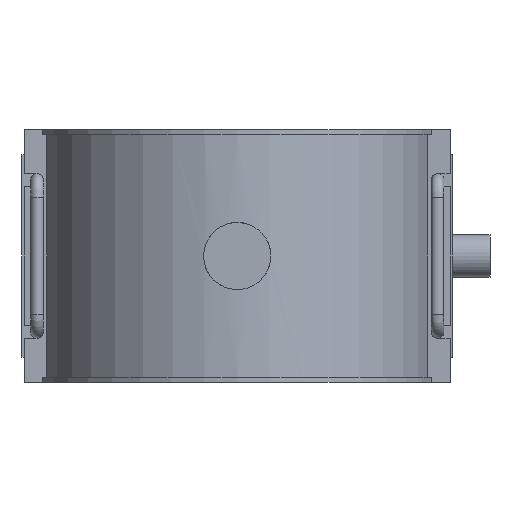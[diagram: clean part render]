
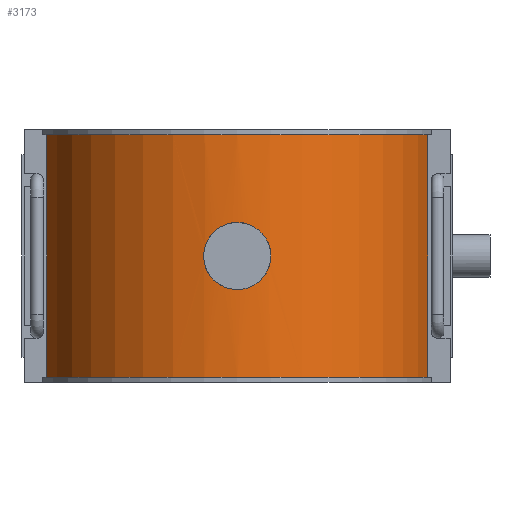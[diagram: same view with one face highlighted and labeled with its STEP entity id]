
A CAD part, front view. The second image highlights one B-rep face of the part: STEP entity #3173.
In plain terms, the highlighted cylindrical face has radius 91.2 mm (diameter 182.4 mm), a partial arc.
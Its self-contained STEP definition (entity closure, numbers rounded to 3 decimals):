
#249=LINE('',#5832,#532);
#250=LINE('',#5835,#533);
#532=VECTOR('',#4107,113.28);
#533=VECTOR('',#4110,113.28);
#759=FACE_BOUND('',#1230,.T.);
#840=CIRCLE('',#3423,91.2);
#841=CIRCLE('',#3424,91.2);
#1005=FACE_OUTER_BOUND('',#1229,.T.);
#1229=EDGE_LOOP('',(#2690,#2691,#2692,#2693));
#1230=EDGE_LOOP('',(#2694));
#1348=B_SPLINE_CURVE_WITH_KNOTS('',3,(#5837,#5838,#5839,#5840,#5841,#5842,
#5843,#5844,#5845,#5846,#5847,#5848,#5849,#5850,#5851,#5852,#5853,#5854,
#5855,#5856,#5857,#5858,#5859,#5860,#5861,#5862,#5863,#5864,#5865,#5866,
#5867,#5868,#5869,#5870,#5871,#5872,#5873,#5874,#5875,#5876,#5877,#5878,
#5879,#5880,#5881,#5882,#5883,#5884,#5885,#5886,#5887,#5888,#5889,#5890,
#5891,#5892,#5893,#5894,#5895,#5896,#5897,#5898,#5899,#5900,#5901,#5902),
 .UNSPECIFIED.,.T.,.F.,(4,2,2,2,2,2,2,2,2,2,2,2,2,2,2,2,2,2,2,2,2,2,2,2,
2,2,2,2,2,2,2,2,4),(0.,0.296,0.592,0.888,
1.184,1.48,1.776,2.072,2.368,
2.664,2.96,3.255,3.551,3.847,
4.143,4.439,4.735,5.031,5.327,
5.623,5.919,6.215,6.511,6.807,
7.103,7.399,7.695,7.991,8.287,
8.583,8.879,9.175,9.471),
 .UNSPECIFIED.);
#1576=VERTEX_POINT('',#5828);
#1577=VERTEX_POINT('',#5829);
#1578=VERTEX_POINT('',#5831);
#1579=VERTEX_POINT('',#5833);
#1580=VERTEX_POINT('',#5836);
#1969=EDGE_CURVE('',#1576,#1577,#840,.T.);
#1970=EDGE_CURVE('',#1577,#1578,#249,.T.);
#1971=EDGE_CURVE('',#1578,#1579,#841,.T.);
#1972=EDGE_CURVE('',#1576,#1579,#250,.T.);
#1973=EDGE_CURVE('',#1580,#1580,#1348,.T.);
#2690=ORIENTED_EDGE('',*,*,#1969,.T.);
#2691=ORIENTED_EDGE('',*,*,#1970,.T.);
#2692=ORIENTED_EDGE('',*,*,#1971,.T.);
#2693=ORIENTED_EDGE('',*,*,#1972,.F.);
#2694=ORIENTED_EDGE('',*,*,#1973,.T.);
#3031=CYLINDRICAL_SURFACE('',#3422,91.2);
#3173=ADVANCED_FACE('',(#1005,#759),#3031,.T.);
#3422=AXIS2_PLACEMENT_3D('',#5827,#4103,#4104);
#3423=AXIS2_PLACEMENT_3D('',#5830,#4105,#4106);
#3424=AXIS2_PLACEMENT_3D('',#5834,#4108,#4109);
#4103=DIRECTION('center_axis',(0.,0.,1.));
#4104=DIRECTION('ref_axis',(1.,0.,0.));
#4105=DIRECTION('center_axis',(0.,0.,1.));
#4106=DIRECTION('ref_axis',(1.,0.,0.));
#4107=DIRECTION('',(0.,0.,1.));
#4108=DIRECTION('center_axis',(0.,0.,-1.));
#4109=DIRECTION('ref_axis',(1.,0.,0.));
#4110=DIRECTION('',(0.,0.,1.));
#5827=CARTESIAN_POINT('Origin',(0.,0.,0.));
#5828=CARTESIAN_POINT('',(-88.98,-20.,-56.64));
#5829=CARTESIAN_POINT('',(88.98,-20.,-56.64));
#5830=CARTESIAN_POINT('Origin',(0.,0.,-56.64));
#5831=CARTESIAN_POINT('',(88.98,-20.,56.64));
#5832=CARTESIAN_POINT('',(88.98,-20.,0.));
#5833=CARTESIAN_POINT('',(-88.98,-20.,56.64));
#5834=CARTESIAN_POINT('Origin',(0.,0.,56.64));
#5835=CARTESIAN_POINT('',(-88.98,-20.,0.));
#5836=CARTESIAN_POINT('',(15.68,-89.842,0.));
#5837=CARTESIAN_POINT('Ctrl Pts',(15.68,-89.842,0.));
#5838=CARTESIAN_POINT('Ctrl Pts',(15.68,-89.842,-0.987));
#5839=CARTESIAN_POINT('Ctrl Pts',(15.585,-89.859,-2.006));
#5840=CARTESIAN_POINT('Ctrl Pts',(15.188,-89.927,-4.033));
#5841=CARTESIAN_POINT('Ctrl Pts',(14.885,-89.978,-5.04));
#5842=CARTESIAN_POINT('Ctrl Pts',(14.084,-90.107,-6.971));
#5843=CARTESIAN_POINT('Ctrl Pts',(13.586,-90.184,-7.897));
#5844=CARTESIAN_POINT('Ctrl Pts',(12.435,-90.35,-9.607));
#5845=CARTESIAN_POINT('Ctrl Pts',(11.782,-90.438,-10.392));
#5846=CARTESIAN_POINT('Ctrl Pts',(10.392,-90.609,-11.782));
#5847=CARTESIAN_POINT('Ctrl Pts',(9.607,-90.697,-12.435));
#5848=CARTESIAN_POINT('Ctrl Pts',(7.897,-90.862,-13.586));
#5849=CARTESIAN_POINT('Ctrl Pts',(6.971,-90.938,-14.084));
#5850=CARTESIAN_POINT('Ctrl Pts',(5.04,-91.066,-14.885));
#5851=CARTESIAN_POINT('Ctrl Pts',(4.033,-91.116,-15.188));
#5852=CARTESIAN_POINT('Ctrl Pts',(2.006,-91.184,-15.585));
#5853=CARTESIAN_POINT('Ctrl Pts',(0.987,-91.2,-15.68));
#5854=CARTESIAN_POINT('Ctrl Pts',(-0.987,-91.2,-15.68));
#5855=CARTESIAN_POINT('Ctrl Pts',(-2.006,-91.184,-15.585));
#5856=CARTESIAN_POINT('Ctrl Pts',(-4.033,-91.116,-15.188));
#5857=CARTESIAN_POINT('Ctrl Pts',(-5.04,-91.066,-14.885));
#5858=CARTESIAN_POINT('Ctrl Pts',(-6.971,-90.938,-14.084));
#5859=CARTESIAN_POINT('Ctrl Pts',(-7.897,-90.862,-13.586));
#5860=CARTESIAN_POINT('Ctrl Pts',(-9.607,-90.697,-12.435));
#5861=CARTESIAN_POINT('Ctrl Pts',(-10.392,-90.609,-11.782));
#5862=CARTESIAN_POINT('Ctrl Pts',(-11.782,-90.438,-10.392));
#5863=CARTESIAN_POINT('Ctrl Pts',(-12.435,-90.35,-9.607));
#5864=CARTESIAN_POINT('Ctrl Pts',(-13.586,-90.184,-7.897));
#5865=CARTESIAN_POINT('Ctrl Pts',(-14.084,-90.107,-6.971));
#5866=CARTESIAN_POINT('Ctrl Pts',(-14.885,-89.978,-5.04));
#5867=CARTESIAN_POINT('Ctrl Pts',(-15.188,-89.927,-4.033));
#5868=CARTESIAN_POINT('Ctrl Pts',(-15.585,-89.859,-2.006));
#5869=CARTESIAN_POINT('Ctrl Pts',(-15.68,-89.842,-0.987));
#5870=CARTESIAN_POINT('Ctrl Pts',(-15.68,-89.842,0.987));
#5871=CARTESIAN_POINT('Ctrl Pts',(-15.585,-89.859,2.006));
#5872=CARTESIAN_POINT('Ctrl Pts',(-15.188,-89.927,4.033));
#5873=CARTESIAN_POINT('Ctrl Pts',(-14.885,-89.978,5.04));
#5874=CARTESIAN_POINT('Ctrl Pts',(-14.084,-90.107,6.971));
#5875=CARTESIAN_POINT('Ctrl Pts',(-13.586,-90.184,7.897));
#5876=CARTESIAN_POINT('Ctrl Pts',(-12.435,-90.35,9.607));
#5877=CARTESIAN_POINT('Ctrl Pts',(-11.782,-90.438,10.392));
#5878=CARTESIAN_POINT('Ctrl Pts',(-10.392,-90.609,11.782));
#5879=CARTESIAN_POINT('Ctrl Pts',(-9.607,-90.697,12.435));
#5880=CARTESIAN_POINT('Ctrl Pts',(-7.897,-90.862,13.586));
#5881=CARTESIAN_POINT('Ctrl Pts',(-6.971,-90.938,14.084));
#5882=CARTESIAN_POINT('Ctrl Pts',(-5.04,-91.066,14.885));
#5883=CARTESIAN_POINT('Ctrl Pts',(-4.033,-91.116,15.188));
#5884=CARTESIAN_POINT('Ctrl Pts',(-2.006,-91.184,15.585));
#5885=CARTESIAN_POINT('Ctrl Pts',(-0.987,-91.2,15.68));
#5886=CARTESIAN_POINT('Ctrl Pts',(0.987,-91.2,15.68));
#5887=CARTESIAN_POINT('Ctrl Pts',(2.006,-91.184,15.585));
#5888=CARTESIAN_POINT('Ctrl Pts',(4.033,-91.116,15.188));
#5889=CARTESIAN_POINT('Ctrl Pts',(5.04,-91.066,14.885));
#5890=CARTESIAN_POINT('Ctrl Pts',(6.971,-90.938,14.084));
#5891=CARTESIAN_POINT('Ctrl Pts',(7.897,-90.862,13.586));
#5892=CARTESIAN_POINT('Ctrl Pts',(9.607,-90.697,12.435));
#5893=CARTESIAN_POINT('Ctrl Pts',(10.392,-90.609,11.782));
#5894=CARTESIAN_POINT('Ctrl Pts',(11.782,-90.438,10.392));
#5895=CARTESIAN_POINT('Ctrl Pts',(12.435,-90.35,9.607));
#5896=CARTESIAN_POINT('Ctrl Pts',(13.586,-90.184,7.897));
#5897=CARTESIAN_POINT('Ctrl Pts',(14.084,-90.107,6.971));
#5898=CARTESIAN_POINT('Ctrl Pts',(14.885,-89.978,5.04));
#5899=CARTESIAN_POINT('Ctrl Pts',(15.188,-89.927,4.033));
#5900=CARTESIAN_POINT('Ctrl Pts',(15.585,-89.859,2.006));
#5901=CARTESIAN_POINT('Ctrl Pts',(15.68,-89.842,0.987));
#5902=CARTESIAN_POINT('Ctrl Pts',(15.68,-89.842,0.));
